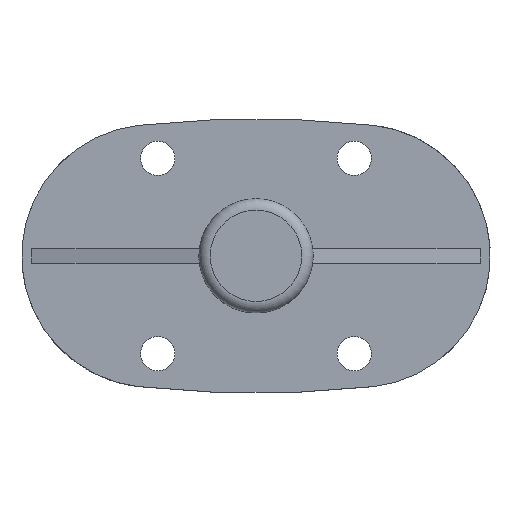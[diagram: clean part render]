
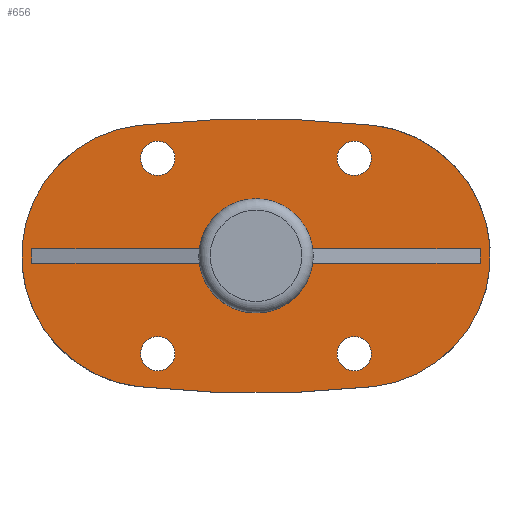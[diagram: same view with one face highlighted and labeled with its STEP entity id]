
A CAD part, top view. The second image highlights one B-rep face of the part: STEP entity #656.
In plain terms, the highlighted planar face has unit normal (0, 0, 1).
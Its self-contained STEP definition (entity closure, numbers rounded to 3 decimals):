
#24=FACE_BOUND('',#120,.T.);
#25=FACE_BOUND('',#121,.T.);
#26=FACE_BOUND('',#122,.T.);
#27=FACE_BOUND('',#123,.T.);
#28=FACE_BOUND('',#124,.T.);
#46=PLANE('',#746);
#79=FACE_OUTER_BOUND('',#119,.T.);
#119=EDGE_LOOP('',(#584,#585,#586,#587));
#120=EDGE_LOOP('',(#588));
#121=EDGE_LOOP('',(#589));
#122=EDGE_LOOP('',(#590));
#123=EDGE_LOOP('',(#591));
#124=EDGE_LOOP('',(#592,#593,#594,#595,#596,#597,#598,#599));
#168=LINE('',#1128,#218);
#170=LINE('',#1132,#220);
#171=LINE('',#1134,#221);
#172=LINE('',#1137,#222);
#174=LINE('',#1141,#224);
#176=LINE('',#1144,#226);
#218=VECTOR('',#930,10.);
#220=VECTOR('',#934,10.);
#221=VECTOR('',#937,10.);
#222=VECTOR('',#940,10.);
#224=VECTOR('',#944,10.);
#226=VECTOR('',#948,10.);
#228=CIRCLE('',#675,1.5);
#230=CIRCLE('',#678,1.5);
#232=CIRCLE('',#681,1.5);
#234=CIRCLE('',#684,1.5);
#240=CIRCLE('',#694,11.5);
#246=CIRCLE('',#702,11.5);
#263=CIRCLE('',#735,5.);
#264=CIRCLE('',#737,5.);
#265=CIRCLE('',#747,92.75);
#266=CIRCLE('',#748,92.75);
#268=VERTEX_POINT('',#963);
#270=VERTEX_POINT('',#969);
#272=VERTEX_POINT('',#975);
#274=VERTEX_POINT('',#981);
#282=VERTEX_POINT('',#1003);
#283=VERTEX_POINT('',#1005);
#292=VERTEX_POINT('',#1026);
#293=VERTEX_POINT('',#1028);
#318=VERTEX_POINT('',#1109);
#319=VERTEX_POINT('',#1111);
#322=VERTEX_POINT('',#1117);
#323=VERTEX_POINT('',#1119);
#325=VERTEX_POINT('',#1126);
#326=VERTEX_POINT('',#1130);
#327=VERTEX_POINT('',#1136);
#328=VERTEX_POINT('',#1140);
#331=EDGE_CURVE('',#268,#268,#228,.T.);
#334=EDGE_CURVE('',#270,#270,#230,.T.);
#337=EDGE_CURVE('',#272,#272,#232,.T.);
#340=EDGE_CURVE('',#274,#274,#234,.T.);
#350=EDGE_CURVE('',#283,#282,#240,.T.);
#361=EDGE_CURVE('',#293,#292,#246,.T.);
#403=EDGE_CURVE('',#319,#318,#263,.T.);
#407=EDGE_CURVE('',#323,#322,#264,.T.);
#411=EDGE_CURVE('',#318,#325,#168,.T.);
#413=EDGE_CURVE('',#325,#326,#170,.T.);
#414=EDGE_CURVE('',#326,#323,#171,.T.);
#415=EDGE_CURVE('',#327,#319,#172,.T.);
#417=EDGE_CURVE('',#328,#327,#174,.T.);
#419=EDGE_CURVE('',#322,#328,#176,.T.);
#420=EDGE_CURVE('',#292,#283,#265,.T.);
#421=EDGE_CURVE('',#282,#293,#266,.T.);
#584=ORIENTED_EDGE('',*,*,#420,.T.);
#585=ORIENTED_EDGE('',*,*,#350,.T.);
#586=ORIENTED_EDGE('',*,*,#421,.T.);
#587=ORIENTED_EDGE('',*,*,#361,.T.);
#588=ORIENTED_EDGE('',*,*,#331,.T.);
#589=ORIENTED_EDGE('',*,*,#334,.T.);
#590=ORIENTED_EDGE('',*,*,#337,.T.);
#591=ORIENTED_EDGE('',*,*,#340,.T.);
#592=ORIENTED_EDGE('',*,*,#414,.T.);
#593=ORIENTED_EDGE('',*,*,#407,.T.);
#594=ORIENTED_EDGE('',*,*,#419,.T.);
#595=ORIENTED_EDGE('',*,*,#417,.T.);
#596=ORIENTED_EDGE('',*,*,#415,.T.);
#597=ORIENTED_EDGE('',*,*,#403,.T.);
#598=ORIENTED_EDGE('',*,*,#411,.T.);
#599=ORIENTED_EDGE('',*,*,#413,.T.);
#656=ADVANCED_FACE('',(#79,#24,#25,#26,#27,#28),#46,.T.);
#675=AXIS2_PLACEMENT_3D('',#965,#758,#759);
#678=AXIS2_PLACEMENT_3D('',#971,#765,#766);
#681=AXIS2_PLACEMENT_3D('',#977,#772,#773);
#684=AXIS2_PLACEMENT_3D('',#983,#779,#780);
#694=AXIS2_PLACEMENT_3D('',#1006,#803,#804);
#702=AXIS2_PLACEMENT_3D('',#1029,#824,#825);
#735=AXIS2_PLACEMENT_3D('',#1112,#914,#915);
#737=AXIS2_PLACEMENT_3D('',#1120,#920,#921);
#746=AXIS2_PLACEMENT_3D('',#1145,#949,#950);
#747=AXIS2_PLACEMENT_3D('',#1146,#951,#952);
#748=AXIS2_PLACEMENT_3D('',#1147,#953,#954);
#758=DIRECTION('center_axis',(0.,0.,-1.));
#759=DIRECTION('ref_axis',(-1.,0.,0.));
#765=DIRECTION('center_axis',(0.,0.,-1.));
#766=DIRECTION('ref_axis',(-1.,0.,0.));
#772=DIRECTION('center_axis',(0.,0.,-1.));
#773=DIRECTION('ref_axis',(-1.,0.,0.));
#779=DIRECTION('center_axis',(0.,0.,-1.));
#780=DIRECTION('ref_axis',(-1.,0.,0.));
#803=DIRECTION('center_axis',(0.,0.,1.));
#804=DIRECTION('ref_axis',(1.,0.,0.));
#824=DIRECTION('center_axis',(0.,0.,1.));
#825=DIRECTION('ref_axis',(1.,0.,0.));
#914=DIRECTION('center_axis',(0.,0.,-1.));
#915=DIRECTION('ref_axis',(-1.,0.,0.));
#920=DIRECTION('center_axis',(0.,0.,-1.));
#921=DIRECTION('ref_axis',(-1.,0.,0.));
#930=DIRECTION('',(1.,0.,0.));
#934=DIRECTION('',(0.,-1.,0.));
#937=DIRECTION('',(-1.,0.,0.));
#940=DIRECTION('',(1.,0.,0.));
#944=DIRECTION('',(0.,1.,0.));
#948=DIRECTION('',(-1.,0.,0.));
#949=DIRECTION('center_axis',(0.,0.,1.));
#950=DIRECTION('ref_axis',(1.,0.,0.));
#951=DIRECTION('center_axis',(0.,0.,1.));
#952=DIRECTION('ref_axis',(-0.111,-0.994,0.));
#953=DIRECTION('center_axis',(0.,0.,1.));
#954=DIRECTION('ref_axis',(0.111,0.994,0.));
#963=CARTESIAN_POINT('',(13.413,3.451,2.6));
#965=CARTESIAN_POINT('Origin',(11.913,3.451,2.6));
#969=CARTESIAN_POINT('',(30.587,20.549,2.6));
#971=CARTESIAN_POINT('Origin',(29.087,20.549,2.6));
#975=CARTESIAN_POINT('',(13.413,20.549,2.6));
#977=CARTESIAN_POINT('Origin',(11.913,20.549,2.6));
#981=CARTESIAN_POINT('',(30.587,3.451,2.6));
#983=CARTESIAN_POINT('Origin',(29.087,3.451,2.6));
#1003=CARTESIAN_POINT('',(30.774,23.429,2.6));
#1005=CARTESIAN_POINT('',(30.774,0.571,2.6));
#1006=CARTESIAN_POINT('Origin',(29.5,12.,2.6));
#1026=CARTESIAN_POINT('',(10.226,0.571,2.6));
#1028=CARTESIAN_POINT('',(10.226,23.429,2.6));
#1029=CARTESIAN_POINT('Origin',(11.5,12.,2.6));
#1109=CARTESIAN_POINT('',(25.461,12.625,2.6));
#1111=CARTESIAN_POINT('',(15.539,12.625,2.6));
#1112=CARTESIAN_POINT('Origin',(20.5,12.,2.6));
#1117=CARTESIAN_POINT('',(15.539,11.375,2.6));
#1119=CARTESIAN_POINT('',(25.461,11.375,2.6));
#1120=CARTESIAN_POINT('Origin',(20.5,12.,2.6));
#1126=CARTESIAN_POINT('',(40.107,12.625,2.6));
#1128=CARTESIAN_POINT('',(20.824,12.625,2.6));
#1130=CARTESIAN_POINT('',(40.107,11.375,2.6));
#1132=CARTESIAN_POINT('',(40.107,11.688,2.6));
#1134=CARTESIAN_POINT('',(20.824,11.375,2.6));
#1136=CARTESIAN_POINT('',(0.893,12.625,2.6));
#1137=CARTESIAN_POINT('',(20.176,12.625,2.6));
#1140=CARTESIAN_POINT('',(0.893,11.375,2.6));
#1141=CARTESIAN_POINT('',(0.893,11.688,2.6));
#1144=CARTESIAN_POINT('',(20.176,11.375,2.6));
#1145=CARTESIAN_POINT('Origin',(20.5,12.,2.6));
#1146=CARTESIAN_POINT('Origin',(20.5,92.75,2.6));
#1147=CARTESIAN_POINT('Origin',(20.5,-68.75,2.6));
